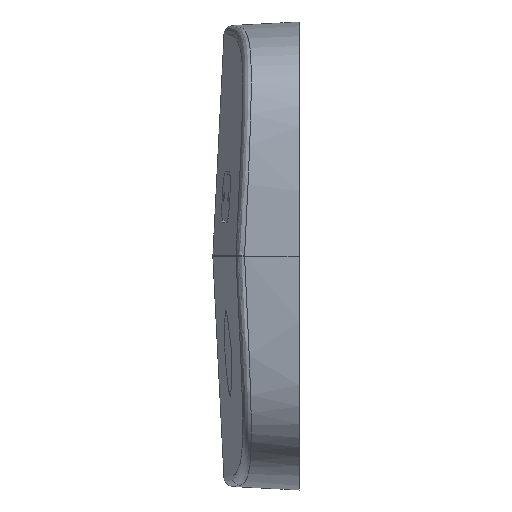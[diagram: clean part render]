
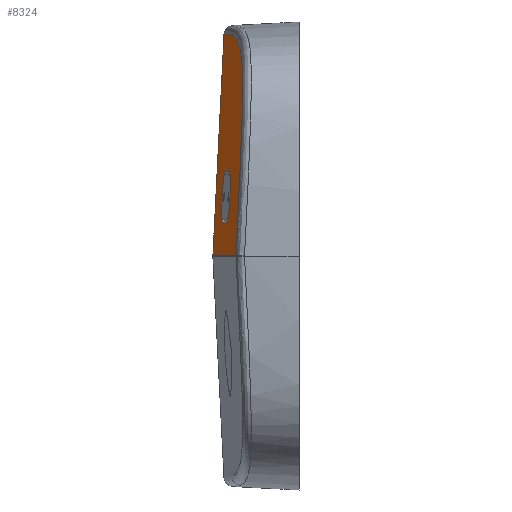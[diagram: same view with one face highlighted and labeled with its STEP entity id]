
A CAD part, left-side view. The second image highlights one B-rep face of the part: STEP entity #8324.
In plain terms, the highlighted planar face has unit normal (-0.071, 0.996, 0.05).
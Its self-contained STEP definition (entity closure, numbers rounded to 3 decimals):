
#81 = CARTESIAN_POINT ( 'NONE',  ( 12.04, 10.358, 0.1 ) ) ;
#98 = FACE_BOUND ( 'NONE', #3967, .T. ) ;
#294 = LINE ( 'NONE', #4950, #1509 ) ;
#995 = EDGE_CURVE ( 'NONE', #12101, #13005, #2706, .T. ) ;
#1013 = CARTESIAN_POINT ( 'NONE',  ( -30.104, 6.278, 21.218 ) ) ;
#1321 = CARTESIAN_POINT ( 'NONE',  ( -19.374, 7.787, 6.468 ) ) ;
#1369 = AXIS2_PLACEMENT_3D ( 'NONE', #1321, #2444, #5094 ) ;
#1509 = VECTOR ( 'NONE', #14213, 1000. ) ;
#1537 = DIRECTION ( 'NONE',  ( 0.997, 0.071, 0.004 ) ) ;
#1817 = CARTESIAN_POINT ( 'NONE',  ( -11.195, 7.475, 24.36 ) ) ;
#1909 = DIRECTION ( 'NONE',  ( -0.071, 0.996, 0.05 ) ) ;
#2244 = LINE ( 'NONE', #81, #3495 ) ;
#2304 = ORIENTED_EDGE ( 'NONE', *, *, #995, .T. ) ;
#2444 = DIRECTION ( 'NONE',  ( -0.071, 0.996, 0.05 ) ) ;
#2692 = CARTESIAN_POINT ( 'NONE',  ( -19.374, 7.647, 9.264 ) ) ;
#2706 = B_SPLINE_CURVE_WITH_KNOTS ( 'NONE', 3,
 ( #3507, #3708, #11622, #5241, #2793, #3728, #4856, #3227, #14375, #3130, #7566, #10965, #9842, #5485, #1013, #12008, #9790, #10920, #7615, #13240, #7664, #8822, #9938, #3282, #9668, #1817, #12326, #12128, #14396, #4375 ),
 .UNSPECIFIED., .F., .F.,
 ( 4, 2, 2, 2, 2, 2, 2, 2, 2, 2, 2, 2, 2, 2, 4 ),
 ( 0., 0.007, 0.01, 0.013, 0.017, 0.02, 0.022, 0.023, 0.027, 0.03, 0.033, 0.037, 0.04, 0.047, 0.053 ),
 .UNSPECIFIED. ) ;
#2793 = CARTESIAN_POINT ( 'NONE',  ( -35.309, 6.52, 8.961 ) ) ;
#2912 = DIRECTION ( 'NONE',  ( 0.997, 0.071, 0.004 ) ) ;
#2965 = CARTESIAN_POINT ( 'NONE',  ( -0.143, 9.485, 0.1 ) ) ;
#3117 = VERTEX_POINT ( 'NONE', #2965 ) ;
#3130 = CARTESIAN_POINT ( 'NONE',  ( -33.481, 6.218, 17.591 ) ) ;
#3227 = CARTESIAN_POINT ( 'NONE',  ( -34.567, 6.299, 14.432 ) ) ;
#3257 = CARTESIAN_POINT ( 'NONE',  ( -12.791, 8.258, 6.492 ) ) ;
#3282 = CARTESIAN_POINT ( 'NONE',  ( -15.614, 7.167, 24.195 ) ) ;
#3307 = DIRECTION ( 'NONE',  ( -0.071, 0.996, 0.05 ) ) ;
#3495 = VECTOR ( 'NONE', #10141, 1000. ) ;
#3507 = CARTESIAN_POINT ( 'NONE',  ( -35.508, 6.951, 0.1 ) ) ;
#3708 = CARTESIAN_POINT ( 'NONE',  ( -35.514, 6.839, 2.316 ) ) ;
#3727 = ORIENTED_EDGE ( 'NONE', *, *, #10946, .F. ) ;
#3728 = CARTESIAN_POINT ( 'NONE',  ( -35.11, 6.424, 11.168 ) ) ;
#3752 = ORIENTED_EDGE ( 'NONE', *, *, #11227, .F. ) ;
#3967 = EDGE_LOOP ( 'NONE', ( #3727, #4071, #3752, #10928, #6512 ) ) ;
#4055 = CARTESIAN_POINT ( 'NONE',  ( -9.998, 8.457, 6.502 ) ) ;
#4071 = ORIENTED_EDGE ( 'NONE', *, *, #13880, .F. ) ;
#4083 = CARTESIAN_POINT ( 'NONE',  ( -19.374, 7.647, 9.264 ) ) ;
#4293 = CIRCLE ( 'NONE', #1369, 2.8 ) ;
#4340 = CARTESIAN_POINT ( 'NONE',  ( -12.791, 8.117, 9.288 ) ) ;
#4375 = CARTESIAN_POINT ( 'NONE',  ( -0.143, 8.264, 24.418 ) ) ;
#4662 = EDGE_CURVE ( 'NONE', #3117, #12101, #2244, .T. ) ;
#4664 = AXIS2_PLACEMENT_3D ( 'NONE', #9394, #13742, #1537 ) ;
#4733 = VERTEX_POINT ( 'NONE', #2692 ) ;
#4804 = CARTESIAN_POINT ( 'NONE',  ( -0.143, 8.264, 24.418 ) ) ;
#4856 = CARTESIAN_POINT ( 'NONE',  ( -34.974, 6.378, 12.265 ) ) ;
#4878 = CARTESIAN_POINT ( 'NONE',  ( -19.374, 7.928, 3.671 ) ) ;
#4950 = CARTESIAN_POINT ( 'NONE',  ( -0.143, 8.625, 17.227 ) ) ;
#5094 = DIRECTION ( 'NONE',  ( 0.997, 0.071, 0.004 ) ) ;
#5126 = VERTEX_POINT ( 'NONE', #4340 ) ;
#5241 = CARTESIAN_POINT ( 'NONE',  ( -35.372, 6.571, 7.853 ) ) ;
#5485 = CARTESIAN_POINT ( 'NONE',  ( -30.571, 6.26, 20.914 ) ) ;
#6512 = ORIENTED_EDGE ( 'NONE', *, *, #12502, .F. ) ;
#6840 = ORIENTED_EDGE ( 'NONE', *, *, #7184, .T. ) ;
#7167 = CARTESIAN_POINT ( 'NONE',  ( -12.791, 8.398, 3.695 ) ) ;
#7174 = VERTEX_POINT ( 'NONE', #7167 ) ;
#7184 = EDGE_CURVE ( 'NONE', #13005, #3117, #294, .T. ) ;
#7267 = VECTOR ( 'NONE', #2912, 1000. ) ;
#7417 = LINE ( 'NONE', #4878, #7590 ) ;
#7425 = CIRCLE ( 'NONE', #8284, 2.8 ) ;
#7566 = CARTESIAN_POINT ( 'NONE',  ( -32.945, 6.207, 18.564 ) ) ;
#7590 = VECTOR ( 'NONE', #13628, 1000. ) ;
#7615 = CARTESIAN_POINT ( 'NONE',  ( -24.408, 6.584, 23.251 ) ) ;
#7664 = CARTESIAN_POINT ( 'NONE',  ( -21.126, 6.794, 23.756 ) ) ;
#8284 = AXIS2_PLACEMENT_3D ( 'NONE', #3257, #3307, #13267 ) ;
#8324 = ADVANCED_FACE ( 'NONE', ( #98, #11459 ), #8643, .T. ) ;
#8643 = PLANE ( 'NONE',  #11631 ) ;
#8822 = CARTESIAN_POINT ( 'NONE',  ( -18.926, 6.94, 23.978 ) ) ;
#9167 = CIRCLE ( 'NONE', #4664, 2.8 ) ;
#9301 = EDGE_CURVE ( 'NONE', #5126, #13174, #7425, .T. ) ;
#9394 = CARTESIAN_POINT ( 'NONE',  ( -12.791, 8.258, 6.492 ) ) ;
#9668 = CARTESIAN_POINT ( 'NONE',  ( -14.51, 7.243, 24.244 ) ) ;
#9790 = CARTESIAN_POINT ( 'NONE',  ( -27.597, 6.398, 22.408 ) ) ;
#9842 = CARTESIAN_POINT ( 'NONE',  ( -31.441, 6.232, 20.23 ) ) ;
#9938 = CARTESIAN_POINT ( 'NONE',  ( -17.823, 7.015, 24.062 ) ) ;
#10141 = DIRECTION ( 'NONE',  ( -0.997, -0.071, 0. ) ) ;
#10178 = CARTESIAN_POINT ( 'NONE',  ( -35.508, 6.951, 0.1 ) ) ;
#10311 = ORIENTED_EDGE ( 'NONE', *, *, #4662, .T. ) ;
#10549 = VERTEX_POINT ( 'NONE', #14368 ) ;
#10587 = LINE ( 'NONE', #4083, #7267 ) ;
#10888 = CARTESIAN_POINT ( 'NONE',  ( 12.101, 9.5, 17.271 ) ) ;
#10920 = CARTESIAN_POINT ( 'NONE',  ( -25.488, 6.518, 23.023 ) ) ;
#10928 = ORIENTED_EDGE ( 'NONE', *, *, #9301, .F. ) ;
#10946 = EDGE_CURVE ( 'NONE', #10549, #4733, #4293, .T. ) ;
#10965 = CARTESIAN_POINT ( 'NONE',  ( -31.844, 6.222, 19.847 ) ) ;
#11227 = EDGE_CURVE ( 'NONE', #13174, #7174, #9167, .T. ) ;
#11459 = FACE_OUTER_BOUND ( 'NONE', #14247, .T. ) ;
#11622 = CARTESIAN_POINT ( 'NONE',  ( -35.503, 6.729, 4.532 ) ) ;
#11631 = AXIS2_PLACEMENT_3D ( 'NONE', #10888, #1909, #13068 ) ;
#12008 = CARTESIAN_POINT ( 'NONE',  ( -28.629, 6.343, 22.026 ) ) ;
#12101 = VERTEX_POINT ( 'NONE', #10178 ) ;
#12128 = CARTESIAN_POINT ( 'NONE',  ( -4.564, 7.947, 24.428 ) ) ;
#12326 = CARTESIAN_POINT ( 'NONE',  ( -8.985, 7.632, 24.394 ) ) ;
#12502 = EDGE_CURVE ( 'NONE', #4733, #5126, #10587, .T. ) ;
#13005 = VERTEX_POINT ( 'NONE', #4804 ) ;
#13068 = DIRECTION ( 'NONE',  ( 0.997, 0.071, 0. ) ) ;
#13174 = VERTEX_POINT ( 'NONE', #4055 ) ;
#13240 = CARTESIAN_POINT ( 'NONE',  ( -22.223, 6.722, 23.619 ) ) ;
#13267 = DIRECTION ( 'NONE',  ( 0.997, 0.071, 0.004 ) ) ;
#13628 = DIRECTION ( 'NONE',  ( -0.997, -0.071, -0.004 ) ) ;
#13742 = DIRECTION ( 'NONE',  ( -0.071, 0.996, 0.05 ) ) ;
#13880 = EDGE_CURVE ( 'NONE', #7174, #10549, #7417, .T. ) ;
#14213 = DIRECTION ( 'NONE',  ( 0., 0.05, -0.999 ) ) ;
#14247 = EDGE_LOOP ( 'NONE', ( #10311, #2304, #6840 ) ) ;
#14368 = CARTESIAN_POINT ( 'NONE',  ( -19.374, 7.928, 3.671 ) ) ;
#14375 = CARTESIAN_POINT ( 'NONE',  ( -34.298, 6.264, 15.503 ) ) ;
#14396 = CARTESIAN_POINT ( 'NONE',  ( -2.354, 8.105, 24.426 ) ) ;
